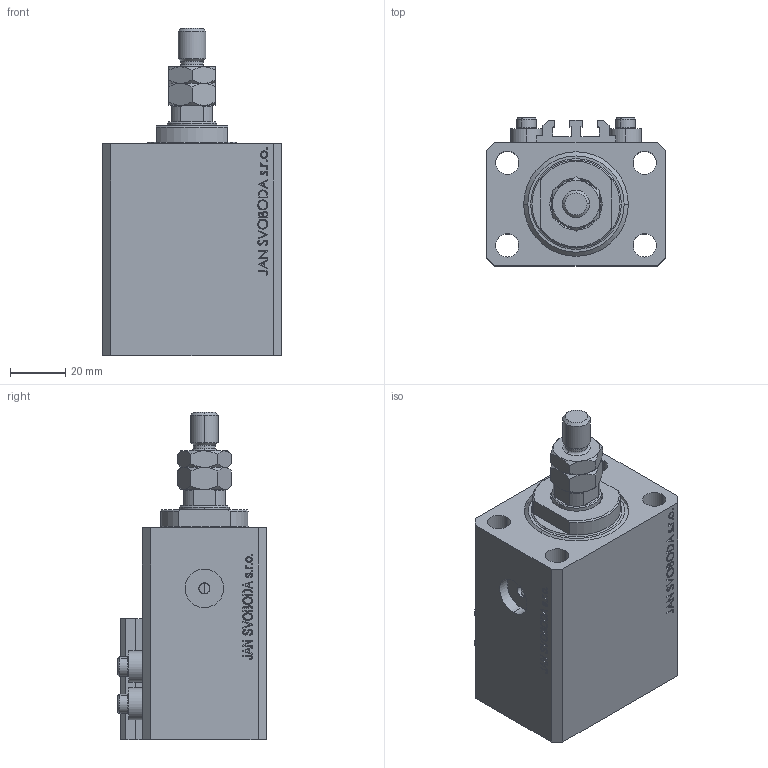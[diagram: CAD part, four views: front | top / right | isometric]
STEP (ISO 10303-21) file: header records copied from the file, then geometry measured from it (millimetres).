
FILE_DESCRIPTION (( 'STEP AP203' ), '1' );
FILE_NAME ('f1c6.STEP', '2023-10-07T23:20:20', ( '' ), ( '' ), 'SwSTEP 2.0', 'SolidWorks 2019', '' );
FILE_SCHEMA (( 'CONFIG_CONTROL_DESIGN' ));
Length unit declared in the file: millimetre
Products named in the file (6): V250CE_VC_C 57f4303a06b3362ddd3d7a062d01c7b7; MTA 57f4303a06b3362ddd3d7a062d01c7b7; ALLEN BOLT V250CE 57f4303a06b3362ddd3d7a062d01c7b7; V250CE_C_VCP 57f4303a06b3362ddd3d7a062d01c7b7; V250CE_C_Body 57f4303a06b3362ddd3d7a062d01c7b7; f1c6
Assembly tree (8 placements, depth 2):
  f1c6
    V250CE_C_Body 57f4303a06b3362ddd3d7a062d01c7b7
    ALLEN BOLT V250CE 57f4303a06b3362ddd3d7a062d01c7b7  x4
    V250CE_C_VCP 57f4303a06b3362ddd3d7a062d01c7b7
    V250CE_VC_C 57f4303a06b3362ddd3d7a062d01c7b7
    MTA 57f4303a06b3362ddd3d7a062d01c7b7
Bounding box: 65 x 54 x 119 mm (x, y, z)
Volume: 215987.1 mm3; surface area: 59418.4 mm2
Topology: 9 solids, 9 shells, 1091 faces, 2720 edges, 1765 vertices
Faces by surface type: plane 519, bspline 374, cylinder 96, cone 86, torus 16
Entity records: 49041 total; most frequent: CARTESIAN_POINT 26458, ORIENTED_EDGE 5130, DIRECTION 3253, EDGE_CURVE 2565, VERTEX_POINT 1681, LINE 1513, VECTOR 1513, EDGE_LOOP 1142
